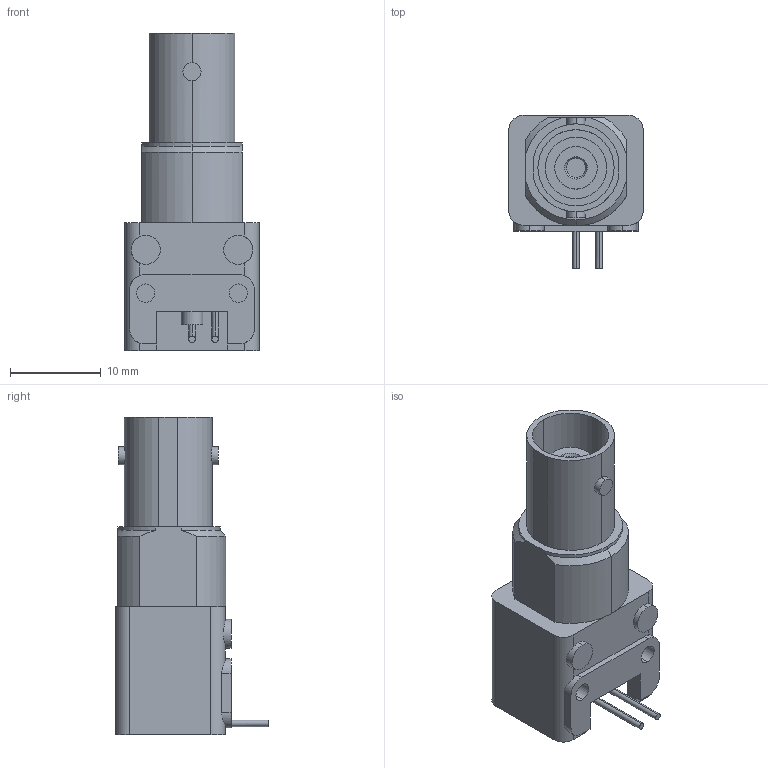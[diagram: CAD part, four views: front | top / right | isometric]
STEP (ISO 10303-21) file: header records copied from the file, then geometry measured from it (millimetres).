
FILE_DESCRIPTION(('STEP AP214'),'1');
FILE_NAME('1274668-1.stp','2017-08-22T06:37:00',('TraceParts'),('TraceParts S.A.'),'Spatial InterOp 3D',' ',' ');
FILE_SCHEMA(('automotive_design'));
Length unit declared in the file: millimetre
Products named in the file (1): 1274668-1
Bounding box: 14.76 x 16.81 x 34.92 mm (x, y, z)
Volume: 3457.9 mm3; surface area: 2410.8 mm2
Topology: 1 solids, 1 shells, 101 faces, 259 edges, 170 vertices
Faces by surface type: cylinder 52, plane 43, cone 6
Entity records: 3288 total; most frequent: CARTESIAN_POINT 763, DIRECTION 539, ORIENTED_EDGE 518, EDGE_CURVE 259, AXIS2_PLACEMENT_3D 202, VERTEX_POINT 170, LINE 135, VECTOR 135
